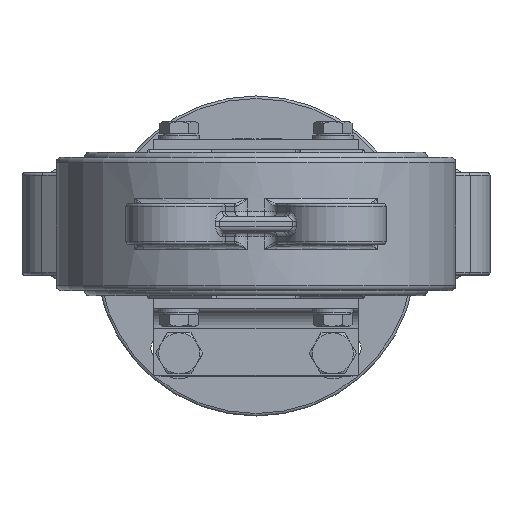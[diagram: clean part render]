
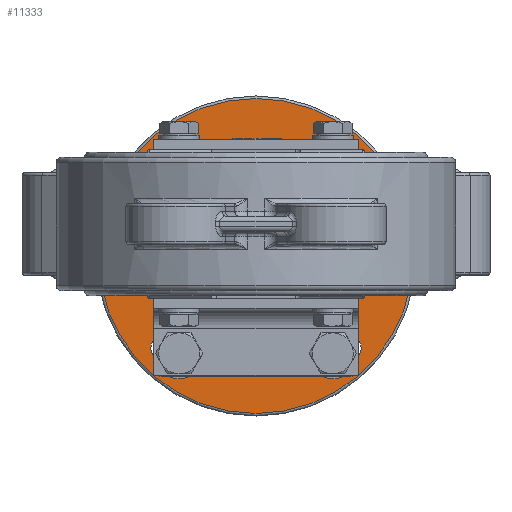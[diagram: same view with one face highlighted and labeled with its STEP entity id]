
A CAD part, front view. The second image highlights one B-rep face of the part: STEP entity #11333.
In plain terms, the highlighted planar face has unit normal (0, -1, 0).
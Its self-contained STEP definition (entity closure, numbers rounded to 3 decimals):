
#333=FACE_BOUND('',#3567,.T.);
#334=FACE_BOUND('',#3568,.T.);
#335=FACE_BOUND('',#3569,.T.);
#336=FACE_BOUND('',#3570,.T.);
#337=FACE_BOUND('',#3571,.T.);
#534=PLANE('',#12697);
#2836=FACE_OUTER_BOUND('',#3566,.T.);
#3566=EDGE_LOOP('',(#9671));
#3567=EDGE_LOOP('',(#9672));
#3568=EDGE_LOOP('',(#9673));
#3569=EDGE_LOOP('',(#9674));
#3570=EDGE_LOOP('',(#9675));
#3571=EDGE_LOOP('',(#9676));
#4223=CIRCLE('',#12692,61.5);
#4227=CIRCLE('',#12698,28.);
#4228=CIRCLE('',#12699,5.);
#4229=CIRCLE('',#12700,5.);
#4230=CIRCLE('',#12701,5.);
#4231=CIRCLE('',#12702,5.);
#5325=VERTEX_POINT('',#21949);
#5328=VERTEX_POINT('',#21960);
#5329=VERTEX_POINT('',#21962);
#5330=VERTEX_POINT('',#21964);
#5331=VERTEX_POINT('',#21966);
#5332=VERTEX_POINT('',#21968);
#6790=EDGE_CURVE('',#5325,#5325,#4223,.T.);
#6795=EDGE_CURVE('',#5328,#5328,#4227,.T.);
#6796=EDGE_CURVE('',#5329,#5329,#4228,.T.);
#6797=EDGE_CURVE('',#5330,#5330,#4229,.T.);
#6798=EDGE_CURVE('',#5331,#5331,#4230,.T.);
#6799=EDGE_CURVE('',#5332,#5332,#4231,.T.);
#9671=ORIENTED_EDGE('',*,*,#6790,.F.);
#9672=ORIENTED_EDGE('',*,*,#6795,.F.);
#9673=ORIENTED_EDGE('',*,*,#6796,.F.);
#9674=ORIENTED_EDGE('',*,*,#6797,.F.);
#9675=ORIENTED_EDGE('',*,*,#6798,.F.);
#9676=ORIENTED_EDGE('',*,*,#6799,.F.);
#11333=ADVANCED_FACE('',(#2836,#333,#334,#335,#336,#337),#534,.F.);
#12692=AXIS2_PLACEMENT_3D('',#21951,#15589,#15590);
#12697=AXIS2_PLACEMENT_3D('',#21959,#15600,#15601);
#12698=AXIS2_PLACEMENT_3D('',#21961,#15602,#15603);
#12699=AXIS2_PLACEMENT_3D('',#21963,#15604,#15605);
#12700=AXIS2_PLACEMENT_3D('',#21965,#15606,#15607);
#12701=AXIS2_PLACEMENT_3D('',#21967,#15608,#15609);
#12702=AXIS2_PLACEMENT_3D('',#21969,#15610,#15611);
#15589=DIRECTION('center_axis',(0.,1.,0.));
#15590=DIRECTION('ref_axis',(1.,0.,0.));
#15600=DIRECTION('center_axis',(0.,1.,0.));
#15601=DIRECTION('ref_axis',(0.,0.,1.));
#15602=DIRECTION('center_axis',(0.,-1.,0.));
#15603=DIRECTION('ref_axis',(-1.,0.,0.));
#15604=DIRECTION('center_axis',(0.,-1.,0.));
#15605=DIRECTION('ref_axis',(1.,0.,0.));
#15606=DIRECTION('center_axis',(0.,-1.,0.));
#15607=DIRECTION('ref_axis',(1.,0.,0.));
#15608=DIRECTION('center_axis',(0.,-1.,0.));
#15609=DIRECTION('ref_axis',(1.,0.,0.));
#15610=DIRECTION('center_axis',(0.,-1.,0.));
#15611=DIRECTION('ref_axis',(1.,0.,0.));
#21949=CARTESIAN_POINT('',(0.,0.,-61.5));
#21951=CARTESIAN_POINT('Origin',(0.,0.,0.));
#21959=CARTESIAN_POINT('Origin',(0.,0.,0.));
#21960=CARTESIAN_POINT('',(0.,0.,-28.));
#21961=CARTESIAN_POINT('Origin',(0.,0.,0.));
#21962=CARTESIAN_POINT('',(31.062,0.,-36.062));
#21963=CARTESIAN_POINT('Origin',(36.062,0.,-36.062));
#21964=CARTESIAN_POINT('',(31.062,0.,36.062));
#21965=CARTESIAN_POINT('Origin',(36.062,0.,36.062));
#21966=CARTESIAN_POINT('',(-41.062,0.,36.062));
#21967=CARTESIAN_POINT('Origin',(-36.062,0.,36.062));
#21968=CARTESIAN_POINT('',(-41.062,0.,-36.062));
#21969=CARTESIAN_POINT('Origin',(-36.062,0.,-36.062));
